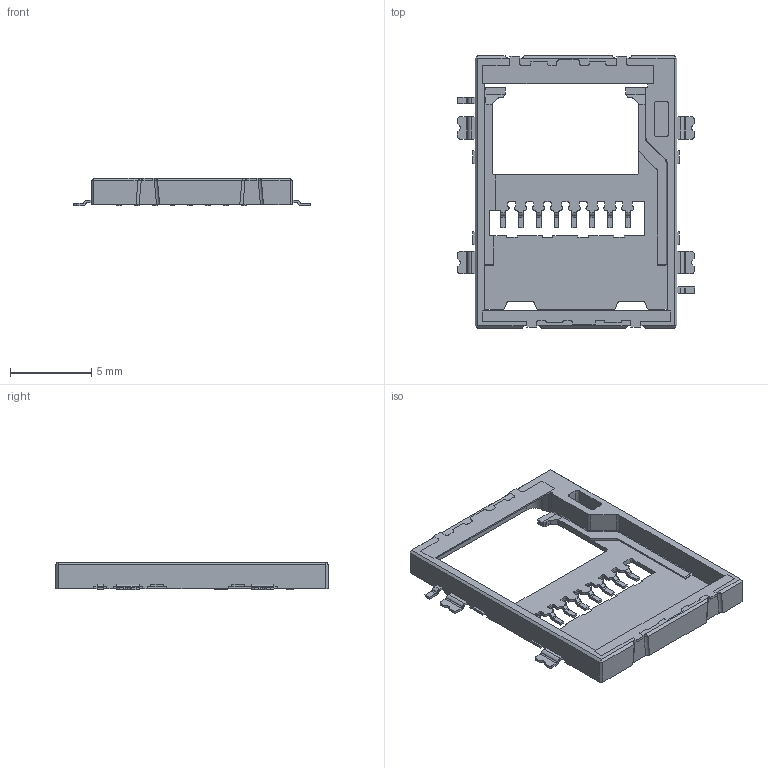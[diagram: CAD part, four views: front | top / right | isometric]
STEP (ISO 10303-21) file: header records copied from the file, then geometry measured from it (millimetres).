
FILE_DESCRIPTION (( 'STEP AP214' ), '1' );
FILE_NAME ('SCHD3A0100.STEP', '2011-04-01T02:10:26', ( '' ), ( '' ), 'SwSTEP 2.0', 'SolidWorks 2007', '' );
FILE_SCHEMA (( 'AUTOMOTIVE_DESIGN' ));
Length unit declared in the file: millimetre
Products named in the file (1): SCHD3A0100
Bounding box: 14.63 x 16.8 x 1.7 mm (x, y, z)
Volume: 89.5 mm3; surface area: 497.9 mm2
Topology: 1 solids, 1 shells, 602 faces, 1759 edges, 1157 vertices
Faces by surface type: plane 396, cylinder 204, cone 2
Entity records: 26500 total; most frequent: CARTESIAN_POINT 3621, ORIENTED_EDGE 3518, DIRECTION 3327, EDGE_CURVE 1759, VECTOR 1329, LINE 1329, VERTEX_POINT 1157, AXIS2_PLACEMENT_3D 999
